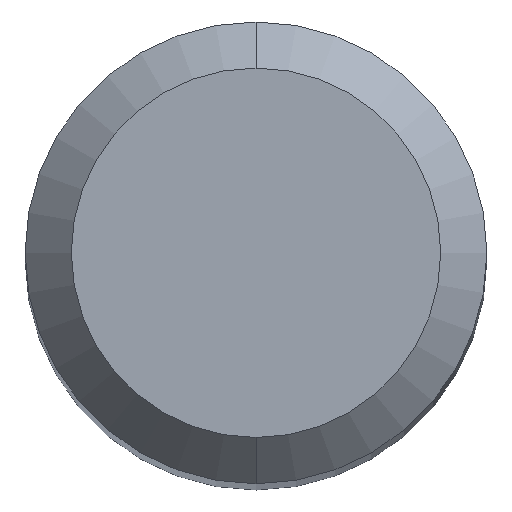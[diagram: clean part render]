
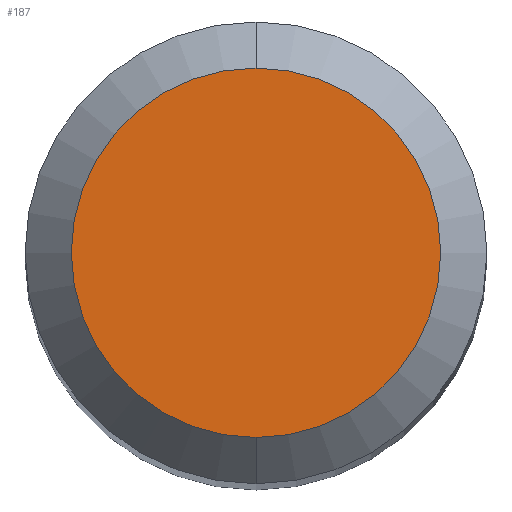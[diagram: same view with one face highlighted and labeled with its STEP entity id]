
A CAD part, top view. The second image highlights one B-rep face of the part: STEP entity #187.
In plain terms, the highlighted planar face has unit normal (0, 0, 1).
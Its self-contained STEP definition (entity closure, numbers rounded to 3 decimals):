
#169=VERTEX_POINT('',#332);
#183=EDGE_CURVE('',#169,#201,#347,.T.);
#187=ADVANCED_FACE('',(#351),#352,.T.);
#201=VERTEX_POINT('',#366);
#229=EDGE_CURVE('',#201,#169,#397,.T.);
#332=CARTESIAN_POINT('',(0.0,1.2,0.0));
#347=CIRCLE('',#534,1.2);
#351=FACE_OUTER_BOUND('',#539,.T.);
#352=PLANE('',#540);
#366=CARTESIAN_POINT('',(0.,-1.2,0.0));
#397=CIRCLE('',#599,1.2);
#534=AXIS2_PLACEMENT_3D('',#728,#729,#730);
#539=EDGE_LOOP('',(#735,#736));
#540=AXIS2_PLACEMENT_3D('',#737,#738,#739);
#599=AXIS2_PLACEMENT_3D('',#790,#791,#792);
#728=CARTESIAN_POINT('',(0.0,0.0,0.0));
#729=DIRECTION('',(0.0,0.0,-1.0));
#730=DIRECTION('',(0.0,1.0,0.0));
#735=ORIENTED_EDGE('',*,*,#183,.F.);
#736=ORIENTED_EDGE('',*,*,#229,.F.);
#737=CARTESIAN_POINT('',(0.0,0.6,0.0));
#738=DIRECTION('',(-0.0,0.0,1.0));
#739=DIRECTION('',(0.0,-1.0,0.0));
#790=CARTESIAN_POINT('',(0.0,0.0,0.0));
#791=DIRECTION('',(0.0,0.0,-1.0));
#792=DIRECTION('',(0.0,1.0,0.0));
